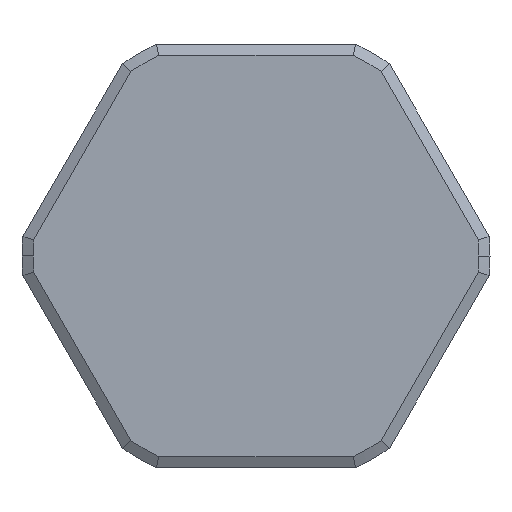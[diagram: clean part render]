
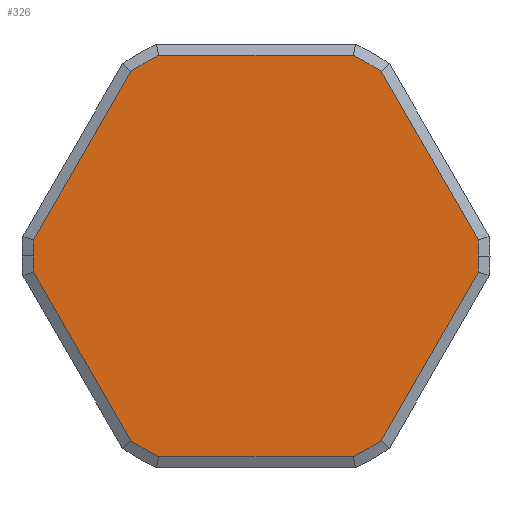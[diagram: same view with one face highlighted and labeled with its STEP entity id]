
A CAD part, front view. The second image highlights one B-rep face of the part: STEP entity #326.
In plain terms, the highlighted planar face has unit normal (0, -1, 0).
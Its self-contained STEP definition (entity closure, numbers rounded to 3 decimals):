
#207=CARTESIAN_POINT('Axis2P3D Location',(0.,-21.25,0.)) ;
#212=CARTESIAN_POINT('Axis2P3D Location',(0.,-21.25,0.)) ;
#216=CARTESIAN_POINT('Vertex',(-8.718,-21.25,18.)) ;
#218=CARTESIAN_POINT('Vertex',(-11.23,-21.25,16.55)) ;
#221=CARTESIAN_POINT('Line Origine',(-15.588,-21.25,9.)) ;
#225=CARTESIAN_POINT('Vertex',(-19.947,-21.25,1.45)) ;
#228=CARTESIAN_POINT('Axis2P3D Location',(0.,-21.25,0.)) ;
#232=CARTESIAN_POINT('Vertex',(-20.,-21.25,0.)) ;
#235=CARTESIAN_POINT('Axis2P3D Location',(0.,-21.25,0.)) ;
#239=CARTESIAN_POINT('Vertex',(-19.947,-21.25,-1.45)) ;
#242=CARTESIAN_POINT('Line Origine',(-15.588,-21.25,-9.)) ;
#246=CARTESIAN_POINT('Vertex',(-11.23,-21.25,-16.55)) ;
#249=CARTESIAN_POINT('Axis2P3D Location',(0.,-21.25,0.)) ;
#253=CARTESIAN_POINT('Vertex',(-8.718,-21.25,-18.)) ;
#256=CARTESIAN_POINT('Line Origine',(0.,-21.25,-18.)) ;
#260=CARTESIAN_POINT('Vertex',(8.718,-21.25,-18.)) ;
#263=CARTESIAN_POINT('Axis2P3D Location',(0.,-21.25,0.)) ;
#267=CARTESIAN_POINT('Vertex',(11.23,-21.25,-16.55)) ;
#270=CARTESIAN_POINT('Line Origine',(15.588,-21.25,-9.)) ;
#274=CARTESIAN_POINT('Vertex',(19.947,-21.25,-1.45)) ;
#277=CARTESIAN_POINT('Axis2P3D Location',(0.,-21.25,0.)) ;
#281=CARTESIAN_POINT('Vertex',(20.,-21.25,0.)) ;
#284=CARTESIAN_POINT('Axis2P3D Location',(0.,-21.25,0.)) ;
#288=CARTESIAN_POINT('Vertex',(19.947,-21.25,1.45)) ;
#291=CARTESIAN_POINT('Line Origine',(15.588,-21.25,9.)) ;
#295=CARTESIAN_POINT('Vertex',(11.23,-21.25,16.55)) ;
#298=CARTESIAN_POINT('Axis2P3D Location',(0.,-21.25,0.)) ;
#302=CARTESIAN_POINT('Vertex',(8.718,-21.25,18.)) ;
#305=CARTESIAN_POINT('Line Origine',(0.,-21.25,18.)) ;
#223=VECTOR('Line Direction',#222,1.) ;
#244=VECTOR('Line Direction',#243,1.) ;
#258=VECTOR('Line Direction',#257,1.) ;
#272=VECTOR('Line Direction',#271,1.) ;
#293=VECTOR('Line Direction',#292,1.) ;
#307=VECTOR('Line Direction',#306,1.) ;
#208=DIRECTION('Axis2P3D Direction',(0.,1.,0.)) ;
#209=DIRECTION('Axis2P3D XDirection',(-1.,0.,0.)) ;
#213=DIRECTION('Axis2P3D Direction',(0.,1.,0.)) ;
#222=DIRECTION('Vector Direction',(0.5,0.,0.866)) ;
#229=DIRECTION('Axis2P3D Direction',(0.,1.,0.)) ;
#236=DIRECTION('Axis2P3D Direction',(0.,1.,0.)) ;
#243=DIRECTION('Vector Direction',(-0.5,0.,0.866)) ;
#250=DIRECTION('Axis2P3D Direction',(0.,1.,0.)) ;
#257=DIRECTION('Vector Direction',(-1.,0.,0.)) ;
#264=DIRECTION('Axis2P3D Direction',(0.,1.,0.)) ;
#271=DIRECTION('Vector Direction',(-0.5,0.,-0.866)) ;
#278=DIRECTION('Axis2P3D Direction',(0.,1.,0.)) ;
#285=DIRECTION('Axis2P3D Direction',(0.,1.,0.)) ;
#292=DIRECTION('Vector Direction',(0.5,0.,-0.866)) ;
#299=DIRECTION('Axis2P3D Direction',(0.,1.,0.)) ;
#306=DIRECTION('Vector Direction',(1.,0.,0.)) ;
#210=AXIS2_PLACEMENT_3D('Plane Axis2P3D',#207,#208,#209) ;
#214=AXIS2_PLACEMENT_3D('Circle Axis2P3D',#212,#213,$) ;
#230=AXIS2_PLACEMENT_3D('Circle Axis2P3D',#228,#229,$) ;
#237=AXIS2_PLACEMENT_3D('Circle Axis2P3D',#235,#236,$) ;
#251=AXIS2_PLACEMENT_3D('Circle Axis2P3D',#249,#250,$) ;
#265=AXIS2_PLACEMENT_3D('Circle Axis2P3D',#263,#264,$) ;
#279=AXIS2_PLACEMENT_3D('Circle Axis2P3D',#277,#278,$) ;
#286=AXIS2_PLACEMENT_3D('Circle Axis2P3D',#284,#285,$) ;
#300=AXIS2_PLACEMENT_3D('Circle Axis2P3D',#298,#299,$) ;
#224=LINE('Line',#221,#223) ;
#245=LINE('Line',#242,#244) ;
#259=LINE('Line',#256,#258) ;
#273=LINE('Line',#270,#272) ;
#294=LINE('Line',#291,#293) ;
#308=LINE('Line',#305,#307) ;
#215=CIRCLE('generated circle',#214,20.) ;
#231=CIRCLE('generated circle',#230,20.) ;
#238=CIRCLE('generated circle',#237,20.) ;
#252=CIRCLE('generated circle',#251,20.) ;
#266=CIRCLE('generated circle',#265,20.) ;
#280=CIRCLE('generated circle',#279,20.) ;
#287=CIRCLE('generated circle',#286,20.) ;
#301=CIRCLE('generated circle',#300,20.) ;
#211=PLANE('',#210) ;
#220=EDGE_CURVE('',#217,#219,#215,.F.) ;
#227=EDGE_CURVE('',#219,#226,#224,.F.) ;
#234=EDGE_CURVE('',#226,#233,#231,.F.) ;
#241=EDGE_CURVE('',#233,#240,#238,.F.) ;
#248=EDGE_CURVE('',#240,#247,#245,.F.) ;
#255=EDGE_CURVE('',#247,#254,#252,.F.) ;
#262=EDGE_CURVE('',#254,#261,#259,.F.) ;
#269=EDGE_CURVE('',#261,#268,#266,.F.) ;
#276=EDGE_CURVE('',#268,#275,#273,.F.) ;
#283=EDGE_CURVE('',#275,#282,#280,.F.) ;
#290=EDGE_CURVE('',#282,#289,#287,.F.) ;
#297=EDGE_CURVE('',#289,#296,#294,.F.) ;
#304=EDGE_CURVE('',#296,#303,#301,.F.) ;
#309=EDGE_CURVE('',#303,#217,#308,.F.) ;
#311=ORIENTED_EDGE('',*,*,#220,.T.) ;
#312=ORIENTED_EDGE('',*,*,#227,.T.) ;
#313=ORIENTED_EDGE('',*,*,#234,.T.) ;
#314=ORIENTED_EDGE('',*,*,#241,.T.) ;
#315=ORIENTED_EDGE('',*,*,#248,.T.) ;
#316=ORIENTED_EDGE('',*,*,#255,.T.) ;
#317=ORIENTED_EDGE('',*,*,#262,.T.) ;
#318=ORIENTED_EDGE('',*,*,#269,.T.) ;
#319=ORIENTED_EDGE('',*,*,#276,.T.) ;
#320=ORIENTED_EDGE('',*,*,#283,.T.) ;
#321=ORIENTED_EDGE('',*,*,#290,.T.) ;
#322=ORIENTED_EDGE('',*,*,#297,.T.) ;
#323=ORIENTED_EDGE('',*,*,#304,.T.) ;
#324=ORIENTED_EDGE('',*,*,#309,.T.) ;
#310=EDGE_LOOP('',(#311,#312,#313,#314,#315,#316,#317,#318,#319,#320,#321,#322,#323,#324)) ;
#217=VERTEX_POINT('',#216) ;
#219=VERTEX_POINT('',#218) ;
#226=VERTEX_POINT('',#225) ;
#233=VERTEX_POINT('',#232) ;
#240=VERTEX_POINT('',#239) ;
#247=VERTEX_POINT('',#246) ;
#254=VERTEX_POINT('',#253) ;
#261=VERTEX_POINT('',#260) ;
#268=VERTEX_POINT('',#267) ;
#275=VERTEX_POINT('',#274) ;
#282=VERTEX_POINT('',#281) ;
#289=VERTEX_POINT('',#288) ;
#296=VERTEX_POINT('',#295) ;
#303=VERTEX_POINT('',#302) ;
#326=ADVANCED_FACE('PartBody',(#325),#211,.F.) ;
#325=FACE_OUTER_BOUND('',#310,.T.) ;
